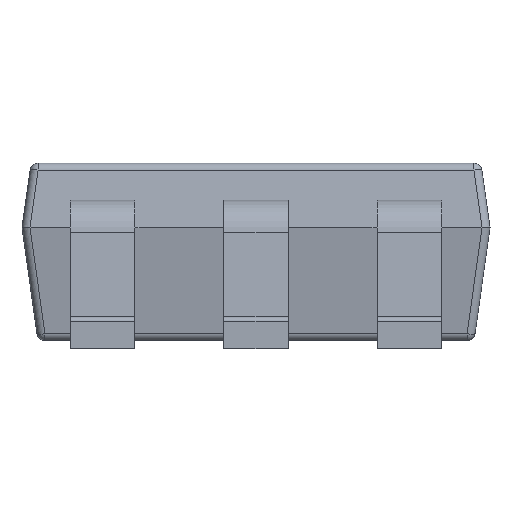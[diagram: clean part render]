
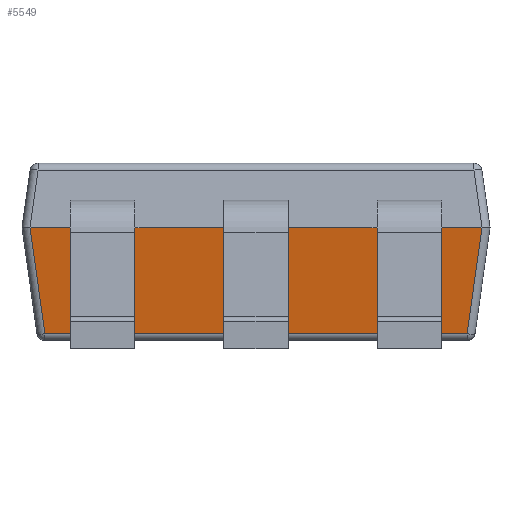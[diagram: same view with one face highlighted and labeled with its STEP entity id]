
A CAD part, front view. The second image highlights one B-rep face of the part: STEP entity #5549.
In plain terms, the highlighted planar face has unit normal (0, -0.99, -0.139).
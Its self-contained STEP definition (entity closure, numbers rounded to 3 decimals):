
#187 = VECTOR ( 'NONE', #9983, 1000. ) ;
#216 = ORIENTED_EDGE ( 'NONE', *, *, #2908, .F. ) ;
#438 = ORIENTED_EDGE ( 'NONE', *, *, #1201, .F. ) ;
#1136 = VECTOR ( 'NONE', #5592, 1000. ) ;
#1201 = EDGE_CURVE ( 'NONE', #7885, #5110, #9384, .T. ) ;
#1416 = CARTESIAN_POINT ( 'NONE',  ( -0.2, -0.8, 0. ) ) ;
#1472 = LINE ( 'NONE', #3626, #1136 ) ;
#1782 = CARTESIAN_POINT ( 'NONE',  ( -1.308, -0.708, -0.657 ) ) ;
#1848 = ORIENTED_EDGE ( 'NONE', *, *, #9390, .T. ) ;
#1893 = VECTOR ( 'NONE', #4139, 1000. ) ;
#2006 = ORIENTED_EDGE ( 'NONE', *, *, #10851, .F. ) ;
#2186 = VERTEX_POINT ( 'NONE', #10863 ) ;
#2209 = ORIENTED_EDGE ( 'NONE', *, *, #10114, .F. ) ;
#2226 = VECTOR ( 'NONE', #12663, 1000. ) ;
#2326 = CARTESIAN_POINT ( 'NONE',  ( 1.15, -0.8, 0. ) ) ;
#2481 = VERTEX_POINT ( 'NONE', #2961 ) ;
#2619 = ORIENTED_EDGE ( 'NONE', *, *, #12699, .T. ) ;
#2908 = EDGE_CURVE ( 'NONE', #8253, #10352, #6987, .T. ) ;
#2961 = CARTESIAN_POINT ( 'NONE',  ( -0.75, -0.8, 0. ) ) ;
#3164 = VERTEX_POINT ( 'NONE', #12826 ) ;
#3281 = CARTESIAN_POINT ( 'NONE',  ( 1.352, -0.708, -0.657 ) ) ;
#3346 = DIRECTION ( 'NONE',  ( 1., 0., 0. ) ) ;
#3377 = CARTESIAN_POINT ( 'NONE',  ( 0.75, -0.8, 0. ) ) ;
#3567 = AXIS2_PLACEMENT_3D ( 'NONE', #10030, #3824, #9153 ) ;
#3626 = CARTESIAN_POINT ( 'NONE',  ( -1.45, -0.8, 0. ) ) ;
#3732 = PLANE ( 'NONE',  #3567 ) ;
#3824 = DIRECTION ( 'NONE',  ( 0., -0.99, -0.139 ) ) ;
#3878 = CARTESIAN_POINT ( 'NONE',  ( -1.45, -0.8, 0. ) ) ;
#4139 = DIRECTION ( 'NONE',  ( 1., 0., 0. ) ) ;
#4588 = VERTEX_POINT ( 'NONE', #1416 ) ;
#4640 = LINE ( 'NONE', #3281, #1893 ) ;
#4735 = VERTEX_POINT ( 'NONE', #9175 ) ;
#4859 = CARTESIAN_POINT ( 'NONE',  ( -0.5, -0.8, 0. ) ) ;
#5110 = VERTEX_POINT ( 'NONE', #5800 ) ;
#5549 = ADVANCED_FACE ( 'NONE', ( #9775 ), #3732, .T. ) ;
#5592 = DIRECTION ( 'NONE',  ( 1., 0., 0. ) ) ;
#5661 = CARTESIAN_POINT ( 'NONE',  ( -1.45, -0.8, 0. ) ) ;
#5800 = CARTESIAN_POINT ( 'NONE',  ( 1.4, -0.8, 0. ) ) ;
#6110 = VECTOR ( 'NONE', #9931, 1000. ) ;
#6545 = EDGE_LOOP ( 'NONE', ( #2619, #9442, #438, #2006, #216, #11938, #2209, #12760, #13066, #1848 ) ) ;
#6583 = CARTESIAN_POINT ( 'NONE',  ( -1.401, -0.801, 0.007 ) ) ;
#6635 = EDGE_CURVE ( 'NONE', #4588, #8253, #1472, .T. ) ;
#6729 = VECTOR ( 'NONE', #11623, 1000. ) ;
#6834 = LINE ( 'NONE', #4859, #187 ) ;
#6987 = LINE ( 'NONE', #12623, #9118 ) ;
#7174 = VECTOR ( 'NONE', #11029, 1000. ) ;
#7885 = VERTEX_POINT ( 'NONE', #2326 ) ;
#8253 = VERTEX_POINT ( 'NONE', #9664 ) ;
#8303 = EDGE_CURVE ( 'NONE', #3164, #5110, #8387, .T. ) ;
#8387 = LINE ( 'NONE', #8582, #6729 ) ;
#8582 = CARTESIAN_POINT ( 'NONE',  ( 1.346, -0.746, -0.385 ) ) ;
#8888 = LINE ( 'NONE', #10741, #6110 ) ;
#9041 = VERTEX_POINT ( 'NONE', #1782 ) ;
#9118 = VECTOR ( 'NONE', #3346, 1000. ) ;
#9153 = DIRECTION ( 'NONE',  ( 0., 0.139, -0.99 ) ) ;
#9175 = CARTESIAN_POINT ( 'NONE',  ( -1.15, -0.8, 0. ) ) ;
#9384 = LINE ( 'NONE', #12755, #2226 ) ;
#9390 = EDGE_CURVE ( 'NONE', #2186, #9041, #12123, .T. ) ;
#9442 = ORIENTED_EDGE ( 'NONE', *, *, #8303, .T. ) ;
#9664 = CARTESIAN_POINT ( 'NONE',  ( 0.2, -0.8, 0. ) ) ;
#9775 = FACE_OUTER_BOUND ( 'NONE', #6545, .T. ) ;
#9779 = DIRECTION ( 'NONE',  ( 0.138, 0.138, -0.981 ) ) ;
#9931 = DIRECTION ( 'NONE',  ( 1., 0., 0. ) ) ;
#9983 = DIRECTION ( 'NONE',  ( 1., 0., 0. ) ) ;
#10030 = CARTESIAN_POINT ( 'NONE',  ( -1.45, -0.8, 0. ) ) ;
#10114 = EDGE_CURVE ( 'NONE', #2481, #4588, #10288, .T. ) ;
#10288 = LINE ( 'NONE', #3878, #7174 ) ;
#10352 = VERTEX_POINT ( 'NONE', #3377 ) ;
#10370 = EDGE_CURVE ( 'NONE', #2186, #4735, #12389, .T. ) ;
#10741 = CARTESIAN_POINT ( 'NONE',  ( -2.4, -0.8, 0. ) ) ;
#10851 = EDGE_CURVE ( 'NONE', #10352, #7885, #6834, .T. ) ;
#10863 = CARTESIAN_POINT ( 'NONE',  ( -1.4, -0.8, 0. ) ) ;
#11029 = DIRECTION ( 'NONE',  ( 1., 0., 0. ) ) ;
#11623 = DIRECTION ( 'NONE',  ( 0.138, -0.138, 0.981 ) ) ;
#11938 = ORIENTED_EDGE ( 'NONE', *, *, #6635, .F. ) ;
#11969 = VECTOR ( 'NONE', #9779, 1000. ) ;
#12123 = LINE ( 'NONE', #6583, #11969 ) ;
#12389 = LINE ( 'NONE', #5661, #12556 ) ;
#12556 = VECTOR ( 'NONE', #12750, 1000. ) ;
#12623 = CARTESIAN_POINT ( 'NONE',  ( -1.45, -0.8, 0. ) ) ;
#12663 = DIRECTION ( 'NONE',  ( 1., 0., 0. ) ) ;
#12699 = EDGE_CURVE ( 'NONE', #9041, #3164, #4640, .T. ) ;
#12750 = DIRECTION ( 'NONE',  ( 1., 0., 0. ) ) ;
#12755 = CARTESIAN_POINT ( 'NONE',  ( -1.45, -0.8, 0. ) ) ;
#12760 = ORIENTED_EDGE ( 'NONE', *, *, #12843, .F. ) ;
#12826 = CARTESIAN_POINT ( 'NONE',  ( 1.308, -0.708, -0.657 ) ) ;
#12843 = EDGE_CURVE ( 'NONE', #4735, #2481, #8888, .T. ) ;
#13066 = ORIENTED_EDGE ( 'NONE', *, *, #10370, .F. ) ;
